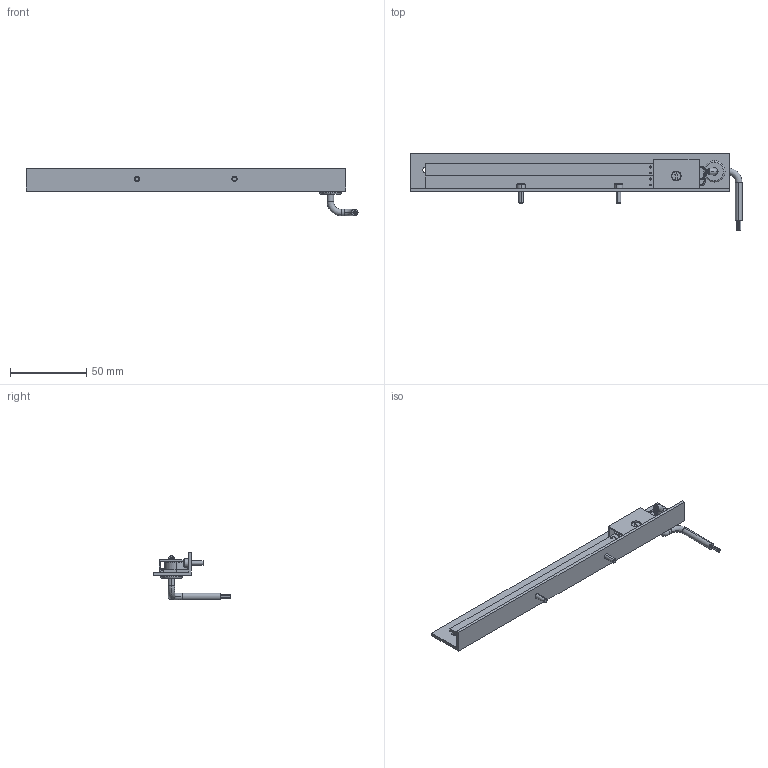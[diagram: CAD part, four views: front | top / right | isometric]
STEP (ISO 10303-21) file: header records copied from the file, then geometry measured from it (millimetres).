
FILE_DESCRIPTION (( 'STEP AP214' ), '1' );
FILE_NAME ('INGUN_115452.STEP', '2023-11-29T09:11:53', ( '' ), ( '' ), 'SwSTEP 2.0', 'SolidWorks 2021', '' );
FILE_SCHEMA (( 'AUTOMOTIVE_DESIGN' ));
Length unit declared in the file: millimetre
Products named in the file (9): 55560~1_3 adrig <S>; INGUN_115452; 45674~0_150 lang<S>; 115217~0_S; 45673~0_150 lang<S>; 8088~0_S; 115220~1_S; DIN912~n_M03,0x010; 45978~2_S
Assembly tree (9 placements, depth 2):
  INGUN_115452
    45978~2_S
    45673~0_150 lang<S>
    45674~0_150 lang<S>
    55560~1_3 adrig <S>
    8088~0_S
    DIN912~n_M03,0x010  x2
    115217~0_S
    115220~1_S
Bounding box: 218.15 x 51 x 31.15 mm (x, y, z)
Volume: 24553.2 mm3; surface area: 28624.2 mm2
Topology: 18 solids, 18 shells, 278 faces, 641 edges, 413 vertices
Faces by surface type: plane 129, cylinder 107, bspline 24, torus 10, cone 8
Entity records: 9001 total; most frequent: CARTESIAN_POINT 1813, DIRECTION 1239, ORIENTED_EDGE 1140, EDGE_CURVE 570, AXIS2_PLACEMENT_3D 463, VERTEX_POINT 367, VECTOR 313, LINE 313
